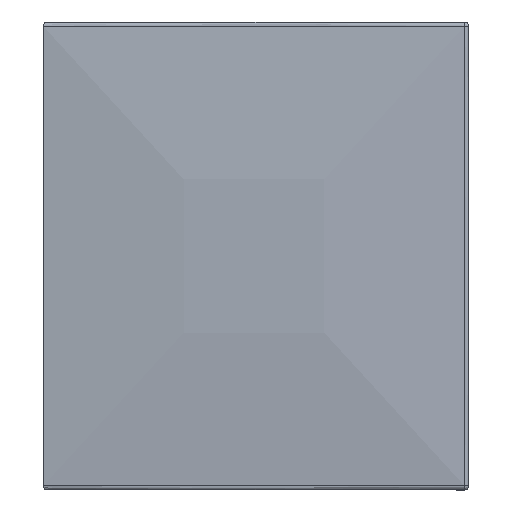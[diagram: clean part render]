
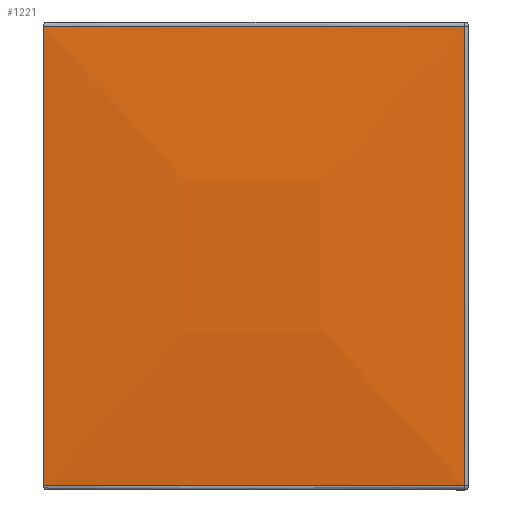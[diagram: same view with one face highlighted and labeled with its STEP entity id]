
A CAD part, left-side view. The second image highlights one B-rep face of the part: STEP entity #1221.
In plain terms, the highlighted free-form (B-spline) face has degree [3, 3] with [4, 4] control points.
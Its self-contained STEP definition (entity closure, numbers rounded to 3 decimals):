
#31 = CARTESIAN_POINT ( 'NONE',  ( -0.522, 0.083, 0.183 ) ) ;
#153 = CARTESIAN_POINT ( 'NONE',  ( -0.501, -0.246, 0.365 ) ) ;
#170 = CARTESIAN_POINT ( 'NONE',  ( -0.5, -0.25, 0.183 ) ) ;
#171 = CARTESIAN_POINT ( 'NONE',  ( -0.5, -0.245, 0.545 ) ) ;
#187 = EDGE_CURVE ( 'NONE', #1288, #570, #326, .T. ) ;
#190 = CARTESIAN_POINT ( 'NONE',  ( -0.501, 0.085, 0.546 ) ) ;
#274 = EDGE_CURVE ( 'NONE', #808, #1288, #1289, .T. ) ;
#312 = CARTESIAN_POINT ( 'NONE',  ( -0.522, -0.083, 0.367 ) ) ;
#326 = B_SPLINE_CURVE_WITH_KNOTS ( 'NONE', 3,
 ( #171, #153, #1703, #711 ),
 .UNSPECIFIED., .F., .F.,
 ( 4, 4 ),
 ( 0., 1. ),
 .UNSPECIFIED. ) ;
#351 = CARTESIAN_POINT ( 'NONE',  ( -0.5, -0.245, 0.545 ) ) ;
#364 = VERTEX_POINT ( 'NONE', #1463 ) ;
#381 = LINE ( 'NONE', #489, #1325 ) ;
#434 = ORIENTED_EDGE ( 'NONE', *, *, #187, .F. ) ;
#457 = CARTESIAN_POINT ( 'NONE',  ( -0.5, -0.245, 0.545 ) ) ;
#463 = CARTESIAN_POINT ( 'NONE',  ( -0.5, 0.25, 0.367 ) ) ;
#489 = CARTESIAN_POINT ( 'NONE',  ( -0.5, 0.25, 0.275 ) ) ;
#497 = CARTESIAN_POINT ( 'NONE',  ( -0.501, 0.085, 0.004 ) ) ;
#570 = VERTEX_POINT ( 'NONE', #704 ) ;
#596 = CARTESIAN_POINT ( 'NONE',  ( -0.5, -0.083, 0.55 ) ) ;
#701 = EDGE_CURVE ( 'NONE', #570, #364, #1579, .T. ) ;
#704 = CARTESIAN_POINT ( 'NONE',  ( -0.5, -0.245, 0.005 ) ) ;
#711 = CARTESIAN_POINT ( 'NONE',  ( -0.5, -0.245, 0.005 ) ) ;
#739 = CARTESIAN_POINT ( 'NONE',  ( -0.5, -0.25, 0.55 ) ) ;
#769 = CARTESIAN_POINT ( 'NONE',  ( -0.5, 0.25, 0.545 ) ) ;
#778 = FACE_OUTER_BOUND ( 'NONE', #1464, .T. ) ;
#808 = VERTEX_POINT ( 'NONE', #769 ) ;
#817 = EDGE_CURVE ( 'NONE', #364, #808, #381, .T. ) ;
#896 = CARTESIAN_POINT ( 'NONE',  ( -0.522, 0.083, 0.367 ) ) ;
#1039 = CARTESIAN_POINT ( 'NONE',  ( -0.501, -0.08, 0.004 ) ) ;
#1045 = CARTESIAN_POINT ( 'NONE',  ( -0.5, 0.25, 0.005 ) ) ;
#1150 = CARTESIAN_POINT ( 'NONE',  ( -0.5, -0.25, 0. ) ) ;
#1157 = CARTESIAN_POINT ( 'NONE',  ( -0.5, 0.25, 0.183 ) ) ;
#1221 = ADVANCED_FACE ( 'NONE', ( #778 ), #1667, .F. ) ;
#1288 = VERTEX_POINT ( 'NONE', #351 ) ;
#1289 =( BOUNDED_CURVE ( )  B_SPLINE_CURVE ( 3, ( #1307, #190, #1450, #457 ),
 .UNSPECIFIED., .F., .T. ) 
 B_SPLINE_CURVE_WITH_KNOTS ( ( 4, 4 ),
 ( 0., 1. ),
 .UNSPECIFIED. ) 
 CURVE ( )  GEOMETRIC_REPRESENTATION_ITEM ( )  RATIONAL_B_SPLINE_CURVE ( ( 1., 1., 1., 1. ) ) 
 REPRESENTATION_ITEM ( '' )  );
#1306 = CARTESIAN_POINT ( 'NONE',  ( -0.5, -0.083, 0. ) ) ;
#1307 = CARTESIAN_POINT ( 'NONE',  ( -0.5, 0.25, 0.545 ) ) ;
#1325 = VECTOR ( 'NONE', #1358, 1000. ) ;
#1340 = CARTESIAN_POINT ( 'NONE',  ( -0.5, -0.245, 0.005 ) ) ;
#1358 = DIRECTION ( 'NONE',  ( 0., 0., 1. ) ) ;
#1436 = CARTESIAN_POINT ( 'NONE',  ( -0.5, 0.25, 0.55 ) ) ;
#1442 = CARTESIAN_POINT ( 'NONE',  ( -0.5, 0.083, 0. ) ) ;
#1449 = CARTESIAN_POINT ( 'NONE',  ( -0.5, -0.25, 0.367 ) ) ;
#1450 = CARTESIAN_POINT ( 'NONE',  ( -0.501, -0.08, 0.546 ) ) ;
#1463 = CARTESIAN_POINT ( 'NONE',  ( -0.5, 0.25, 0.005 ) ) ;
#1464 = EDGE_LOOP ( 'NONE', ( #1723, #434, #1549, #1509 ) ) ;
#1509 = ORIENTED_EDGE ( 'NONE', *, *, #817, .F. ) ;
#1549 = ORIENTED_EDGE ( 'NONE', *, *, #274, .F. ) ;
#1579 = B_SPLINE_CURVE_WITH_KNOTS ( 'NONE', 3,
 ( #1340, #1039, #497, #1045 ),
 .UNSPECIFIED., .F., .F.,
 ( 4, 4 ),
 ( 0., 1. ),
 .UNSPECIFIED. ) ;
#1667 = B_SPLINE_SURFACE_WITH_KNOTS ( 'NONE', 3, 3, ( 
 ( #1713, #1442, #1306, #1150 ),
 ( #1157, #31, #1735, #170 ),
 ( #463, #896, #312, #1449 ),
 ( #1436, #1720, #596, #739 ) ),
 .UNSPECIFIED., .F., .F., .F.,
 ( 4, 4 ),
 ( 4, 4 ),
 ( 0., 1. ),
 ( 0., 1. ),
 .UNSPECIFIED. ) ;
#1703 = CARTESIAN_POINT ( 'NONE',  ( -0.501, -0.246, 0.185 ) ) ;
#1713 = CARTESIAN_POINT ( 'NONE',  ( -0.5, 0.25, 0. ) ) ;
#1720 = CARTESIAN_POINT ( 'NONE',  ( -0.5, 0.083, 0.55 ) ) ;
#1723 = ORIENTED_EDGE ( 'NONE', *, *, #701, .F. ) ;
#1735 = CARTESIAN_POINT ( 'NONE',  ( -0.522, -0.083, 0.183 ) ) ;
